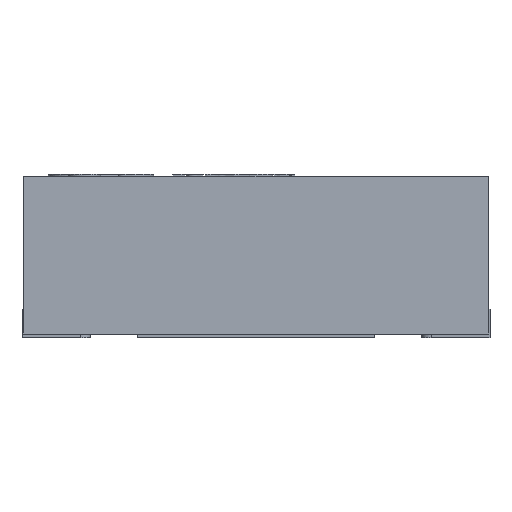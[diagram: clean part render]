
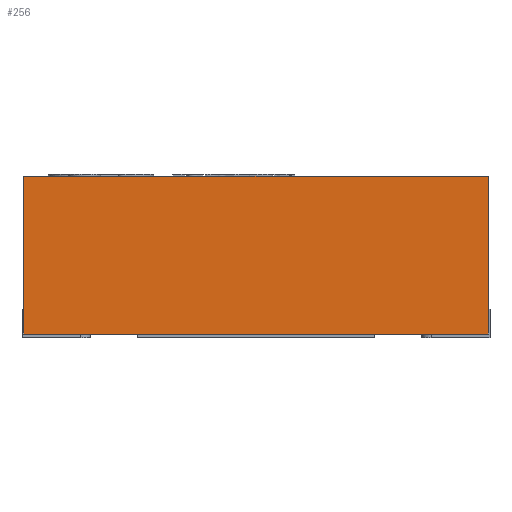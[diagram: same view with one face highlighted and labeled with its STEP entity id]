
A CAD part, front view. The second image highlights one B-rep face of the part: STEP entity #256.
In plain terms, the highlighted planar face has unit normal (0, -1, 0).
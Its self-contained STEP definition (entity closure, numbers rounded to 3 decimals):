
#256 = ADVANCED_FACE ( 'NONE', ( #9310 ), #6857, .F. ) ;
#716 = EDGE_CURVE ( 'NONE', #1679, #16043, #13097, .T. ) ;
#1679 = VERTEX_POINT ( 'NONE', #16410 ) ;
#1937 = CARTESIAN_POINT ( 'NONE',  ( 1.22, -1.22, 0.83 ) ) ;
#2650 = ORIENTED_EDGE ( 'NONE', *, *, #716, .T. ) ;
#2709 = LINE ( 'NONE', #14887, #8034 ) ;
#2854 = CARTESIAN_POINT ( 'NONE',  ( -1.22, -1.22, 0.83 ) ) ;
#3493 = VECTOR ( 'NONE', #15298, 1000. ) ;
#4473 = ORIENTED_EDGE ( 'NONE', *, *, #9509, .T. ) ;
#5615 = DIRECTION ( 'NONE',  ( 0., 1., 0. ) ) ;
#5822 = VECTOR ( 'NONE', #14410, 1000. ) ;
#6069 = EDGE_CURVE ( 'NONE', #15339, #16043, #14003, .T. ) ;
#6691 = DIRECTION ( 'NONE',  ( 1., 0., 0. ) ) ;
#6857 = PLANE ( 'NONE',  #7472 ) ;
#7472 = AXIS2_PLACEMENT_3D ( 'NONE', #16030, #5615, #9493 ) ;
#8034 = VECTOR ( 'NONE', #6691, 1000. ) ;
#8051 = EDGE_CURVE ( 'NONE', #9578, #15339, #2709, .T. ) ;
#8770 = DIRECTION ( 'NONE',  ( 0., 0., -1. ) ) ;
#8951 = LINE ( 'NONE', #11441, #12061 ) ;
#9310 = FACE_OUTER_BOUND ( 'NONE', #15782, .T. ) ;
#9493 = DIRECTION ( 'NONE',  ( 0., 0., 1. ) ) ;
#9509 = EDGE_CURVE ( 'NONE', #9578, #1679, #8951, .T. ) ;
#9578 = VERTEX_POINT ( 'NONE', #2854 ) ;
#10067 = CARTESIAN_POINT ( 'NONE',  ( 1.22, -1.22, 0.83 ) ) ;
#11075 = CARTESIAN_POINT ( 'NONE',  ( 1.22, -1.22, 0. ) ) ;
#11441 = CARTESIAN_POINT ( 'NONE',  ( -1.22, -1.22, 0.83 ) ) ;
#12061 = VECTOR ( 'NONE', #8770, 1000. ) ;
#13097 = LINE ( 'NONE', #17065, #5822 ) ;
#13448 = ORIENTED_EDGE ( 'NONE', *, *, #8051, .F. ) ;
#14003 = LINE ( 'NONE', #1937, #3493 ) ;
#14410 = DIRECTION ( 'NONE',  ( 1., 0., 0. ) ) ;
#14887 = CARTESIAN_POINT ( 'NONE',  ( -1.22, -1.22, 0.83 ) ) ;
#15298 = DIRECTION ( 'NONE',  ( 0., 0., -1. ) ) ;
#15339 = VERTEX_POINT ( 'NONE', #10067 ) ;
#15782 = EDGE_LOOP ( 'NONE', ( #2650, #16219, #13448, #4473 ) ) ;
#16030 = CARTESIAN_POINT ( 'NONE',  ( -1.22, -1.22, 0.83 ) ) ;
#16043 = VERTEX_POINT ( 'NONE', #11075 ) ;
#16219 = ORIENTED_EDGE ( 'NONE', *, *, #6069, .F. ) ;
#16410 = CARTESIAN_POINT ( 'NONE',  ( -1.22, -1.22, 0. ) ) ;
#17065 = CARTESIAN_POINT ( 'NONE',  ( -1.22, -1.22, 0. ) ) ;
